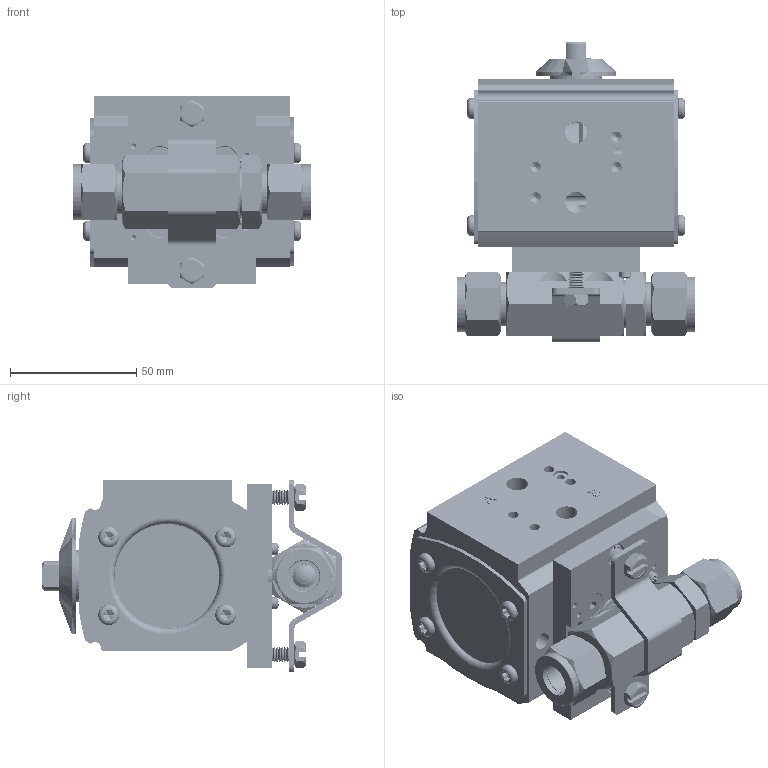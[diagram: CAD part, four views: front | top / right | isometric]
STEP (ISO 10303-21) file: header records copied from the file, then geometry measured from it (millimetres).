
FILE_DESCRIPTION (( 'STEP AP203' ), '1' );
FILE_NAME ('8204XXC8A512D.step', '2018-08-30T13:17:29', ( '' ), ( '' ), 'SwSTEP 2.0', 'SolidWorks 2018', '' );
FILE_SCHEMA (( 'CONFIG_CONTROL_DESIGN' ));
Products named in the file (1): 8204XXC8A512D
Bounding box: 94.45 x 118.74 x 76.22 mm (x, y, z)
Volume: 315059.9 mm3; surface area: 128718 mm2
Topology: 48 solids, 48 shells, 3021 faces, 7808 edges, 4849 vertices
Faces by surface type: cylinder 1375, cone 844, plane 582, torus 110, bspline 104, sphere 6
Entity records: 122012 total; most frequent: CARTESIAN_POINT 51793, ORIENTED_EDGE 15328, DIRECTION 14531, EDGE_CURVE 7664, AXIS2_PLACEMENT_3D 5746, VERTEX_POINT 4845, EDGE_LOOP 3223, VECTOR 3039
